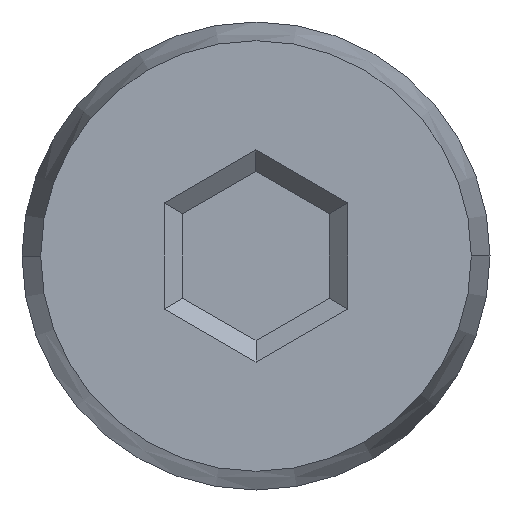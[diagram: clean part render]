
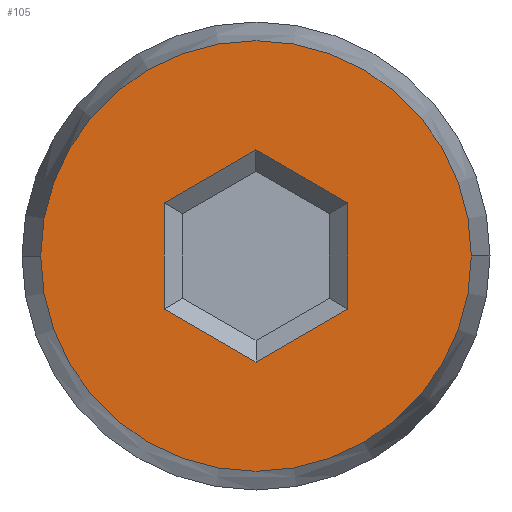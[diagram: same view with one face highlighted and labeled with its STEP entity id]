
A CAD part, left-side view. The second image highlights one B-rep face of the part: STEP entity #105.
In plain terms, the highlighted planar face has unit normal (-1, 0, 0).
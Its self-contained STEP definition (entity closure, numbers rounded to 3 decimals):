
#99 = ORIENTED_EDGE ( 'NONE', *, *, #101, .T. ) ;
#100 = VERTEX_POINT ( 'NONE', #500 ) ;
#101 = EDGE_CURVE ( 'NONE', #107, #100, #499, .T. ) ;
#103 = EDGE_LOOP ( 'NONE', ( #109, #158, #163, #99, #216, #205 ) ) ;
#104 = EDGE_CURVE ( 'NONE', #108, #161, #486, .T. ) ;
#105 = ADVANCED_FACE ( 'NONE', ( #487, #481 ), #402, .T. ) ;
#106 = EDGE_CURVE ( 'NONE', #160, #107, #463, .T. ) ;
#107 = VERTEX_POINT ( 'NONE', #459 ) ;
#108 = VERTEX_POINT ( 'NONE', #458 ) ;
#109 = ORIENTED_EDGE ( 'NONE', *, *, #164, .T. ) ;
#110 = VERTEX_POINT ( 'NONE', #457 ) ;
#158 = ORIENTED_EDGE ( 'NONE', *, *, #159, .T. ) ;
#159 = EDGE_CURVE ( 'NONE', #165, #160, #927, .T. ) ;
#160 = VERTEX_POINT ( 'NONE', #923 ) ;
#161 = VERTEX_POINT ( 'NONE', #816 ) ;
#163 = ORIENTED_EDGE ( 'NONE', *, *, #106, .T. ) ;
#164 = EDGE_CURVE ( 'NONE', #110, #165, #919, .T. ) ;
#165 = VERTEX_POINT ( 'NONE', #943 ) ;
#205 = ORIENTED_EDGE ( 'NONE', *, *, #214, .T. ) ;
#206 = EDGE_LOOP ( 'NONE', ( #215, #219 ) ) ;
#214 = EDGE_CURVE ( 'NONE', #218, #110, #1090, .T. ) ;
#215 = ORIENTED_EDGE ( 'NONE', *, *, #104, .F. ) ;
#216 = ORIENTED_EDGE ( 'NONE', *, *, #217, .T. ) ;
#217 = EDGE_CURVE ( 'NONE', #100, #218, #1095, .T. ) ;
#218 = VERTEX_POINT ( 'NONE', #988 ) ;
#219 = ORIENTED_EDGE ( 'NONE', *, *, #220, .F. ) ;
#220 = EDGE_CURVE ( 'NONE', #161, #108, #1019, .T. ) ;
#398 = DIRECTION ( 'NONE',  ( 0., -1., 0. ) ) ;
#399 = DIRECTION ( 'NONE',  ( -1., 0., 0. ) ) ;
#400 = CARTESIAN_POINT ( 'NONE',  ( -8.051, 2.742, -0.965 ) ) ;
#401 = AXIS2_PLACEMENT_3D ( 'NONE', #400, #399, #398 ) ;
#402 = PLANE ( 'NONE',  #401 ) ;
#457 = CARTESIAN_POINT ( 'NONE',  ( -8.051, 1.496, -1.685 ) ) ;
#458 = CARTESIAN_POINT ( 'NONE',  ( -8.051, 5.663, -0.965 ) ) ;
#459 = CARTESIAN_POINT ( 'NONE',  ( -8.051, 3.988, -0.246 ) ) ;
#460 = DIRECTION ( 'NONE',  ( 0., 0., 1. ) ) ;
#461 = VECTOR ( 'NONE', #460, 1000. ) ;
#462 = CARTESIAN_POINT ( 'NONE',  ( -8.051, 3.988, -0.392 ) ) ;
#463 = LINE ( 'NONE', #462, #461 ) ;
#481 = FACE_OUTER_BOUND ( 'NONE', #206, .T. ) ;
#482 = DIRECTION ( 'NONE',  ( 0., 1., 0. ) ) ;
#483 = DIRECTION ( 'NONE',  ( 1., 0., 0. ) ) ;
#484 = CARTESIAN_POINT ( 'NONE',  ( -8.051, 2.742, -0.965 ) ) ;
#485 = AXIS2_PLACEMENT_3D ( 'NONE', #484, #483, #482 ) ;
#486 = CIRCLE ( 'NONE', #485, 2.921 ) ;
#487 = FACE_BOUND ( 'NONE', #103, .T. ) ;
#488 = DIRECTION ( 'NONE',  ( 0., -0.866, 0.5 ) ) ;
#497 = VECTOR ( 'NONE', #488, 1000. ) ;
#498 = CARTESIAN_POINT ( 'NONE',  ( -8.051, 2.869, 0.401 ) ) ;
#499 = LINE ( 'NONE', #498, #497 ) ;
#500 = CARTESIAN_POINT ( 'NONE',  ( -8.051, 2.742, 0.474 ) ) ;
#816 = CARTESIAN_POINT ( 'NONE',  ( -8.051, -0.179, -0.965 ) ) ;
#919 = LINE ( 'NONE', #946, #945 ) ;
#923 = CARTESIAN_POINT ( 'NONE',  ( -8.051, 3.988, -1.685 ) ) ;
#924 = DIRECTION ( 'NONE',  ( 0., 0.866, 0.5 ) ) ;
#925 = VECTOR ( 'NONE', #924, 1000. ) ;
#926 = CARTESIAN_POINT ( 'NONE',  ( -8.051, 3.861, -1.758 ) ) ;
#927 = LINE ( 'NONE', #926, #925 ) ;
#943 = CARTESIAN_POINT ( 'NONE',  ( -8.051, 2.742, -2.404 ) ) ;
#944 = DIRECTION ( 'NONE',  ( 0., 0.866, -0.5 ) ) ;
#945 = VECTOR ( 'NONE', #944, 1000. ) ;
#946 = CARTESIAN_POINT ( 'NONE',  ( -8.051, 2.615, -2.331 ) ) ;
#988 = CARTESIAN_POINT ( 'NONE',  ( -8.051, 1.496, -0.246 ) ) ;
#989 = DIRECTION ( 'NONE',  ( 0., -0.866, -0.5 ) ) ;
#990 = VECTOR ( 'NONE', #989, 1000. ) ;
#1018 = AXIS2_PLACEMENT_3D ( 'NONE', #1108, #1107, #1106 ) ;
#1019 = CIRCLE ( 'NONE', #1018, 2.921 ) ;
#1088 = VECTOR ( 'NONE', #1091, 1000. ) ;
#1089 = CARTESIAN_POINT ( 'NONE',  ( -8.051, 1.496, -1.538 ) ) ;
#1090 = LINE ( 'NONE', #1089, #1088 ) ;
#1091 = DIRECTION ( 'NONE',  ( 0., 0., -1. ) ) ;
#1094 = CARTESIAN_POINT ( 'NONE',  ( -8.051, 1.623, -0.172 ) ) ;
#1095 = LINE ( 'NONE', #1094, #990 ) ;
#1106 = DIRECTION ( 'NONE',  ( 0., 1., 0. ) ) ;
#1107 = DIRECTION ( 'NONE',  ( 1., 0., 0. ) ) ;
#1108 = CARTESIAN_POINT ( 'NONE',  ( -8.051, 2.742, -0.965 ) ) ;
